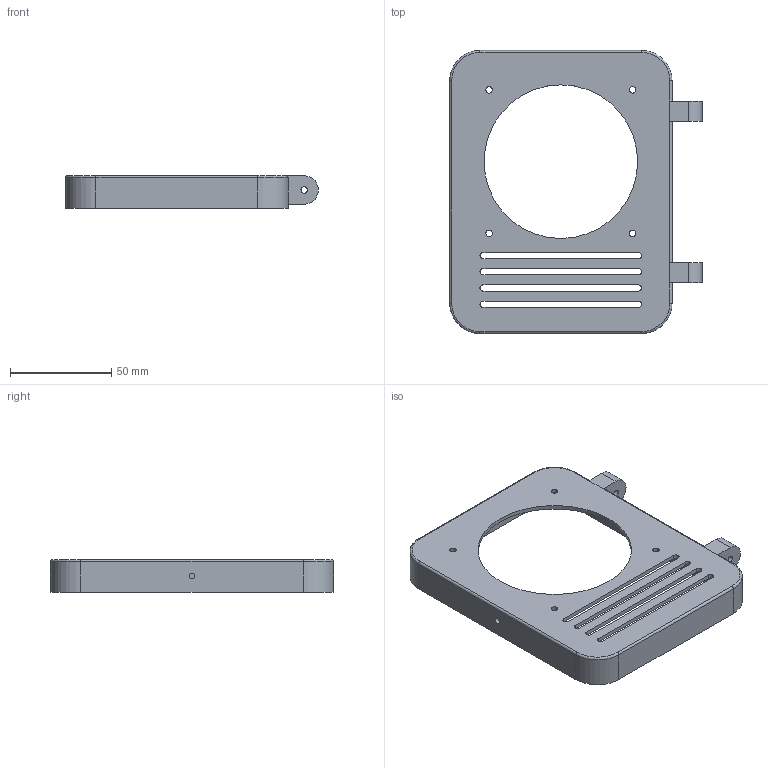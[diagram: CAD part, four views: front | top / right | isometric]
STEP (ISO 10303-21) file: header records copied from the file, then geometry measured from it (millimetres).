
FILE_DESCRIPTION(('FreeCAD Model'),'2;1');
FILE_NAME('Open CASCADE Shape Model','2022-01-15T16:50:07',('Author'),( ''),'Open CASCADE STEP processor 7.5','FreeCAD','Unknown');
FILE_SCHEMA(('AUTOMOTIVE_DESIGN { 1 0 10303 214 1 1 1 1 }'));
Length unit declared in the file: millimetre
Products named in the file (1): Fusion007
Bounding box: 125 x 140 x 16 mm (x, y, z)
Volume: 63399.2 mm3; surface area: 36631 mm2
Topology: 1 solids, 1 shells, 115 faces, 300 edges, 196 vertices
Faces by surface type: plane 67, cylinder 40, torus 4, cone 4
Full cylindrical faces by diameter (mm): 2.8 x1, 3.2 x6, 76 x1
Entity records: 7442 total; most frequent: CARTESIAN_POINT 1396, DIRECTION 1110, LINE 628, VECTOR 628, ORIENTED_EDGE 600, PCURVE 600, DEFINITIONAL_REPRESENTATION 600, EDGE_CURVE 300
